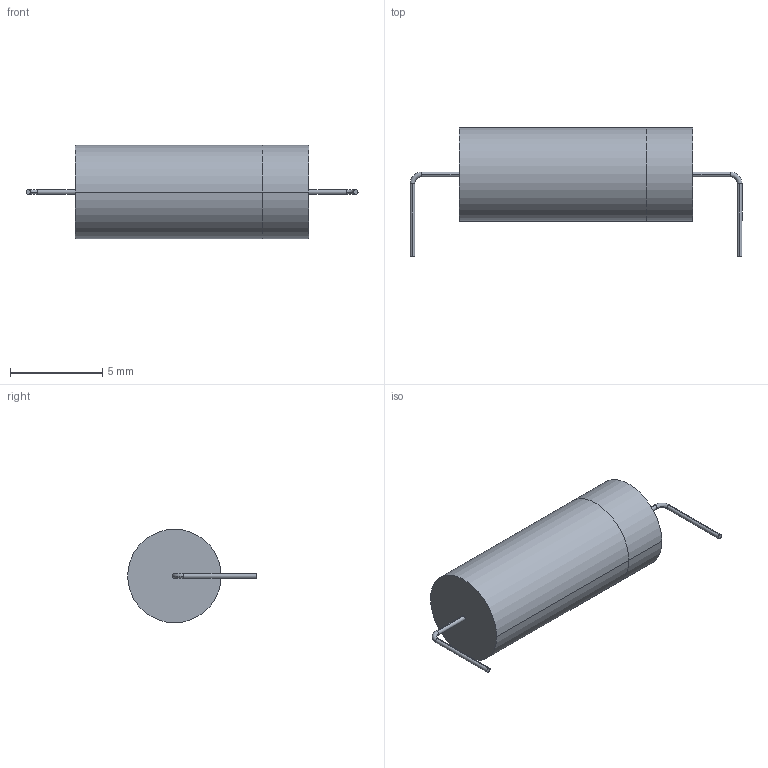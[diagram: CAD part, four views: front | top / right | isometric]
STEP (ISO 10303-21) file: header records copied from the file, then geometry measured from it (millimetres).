
FILE_DESCRIPTION (( 'STEP AP214' ), '1' );
FILE_NAME ('3BF61DB9-3FD6-4BB6-8267-7B91C3AFAD32.STEP', '2008-07-17T05:25:12', ( 'sysAdmin' ), ( 'SolidWorks' ), 'SwSTEP 2.0', 'SolidWorks 2008', '' );
FILE_SCHEMA (( 'AUTOMOTIVE_DESIGN' ));
Length unit declared in the file: inch
Products named in the file (1): 3BF61DB9-3FD6-4BB6-8267-7B91C3AFAD32
Bounding box: 18.03 x 6.99 x 5.08 mm (x, y, z)
Volume: 258.1 mm3; surface area: 254 mm2
Topology: 1 solids, 1 shells, 20 faces, 46 edges, 30 vertices
Faces by surface type: cylinder 12, torus 4, plane 4
Entity records: 667 total; most frequent: DIRECTION 122, CARTESIAN_POINT 97, ORIENTED_EDGE 92, AXIS2_PLACEMENT_3D 55, EDGE_CURVE 46, CIRCLE 34, VERTEX_POINT 30, EDGE_LOOP 22
